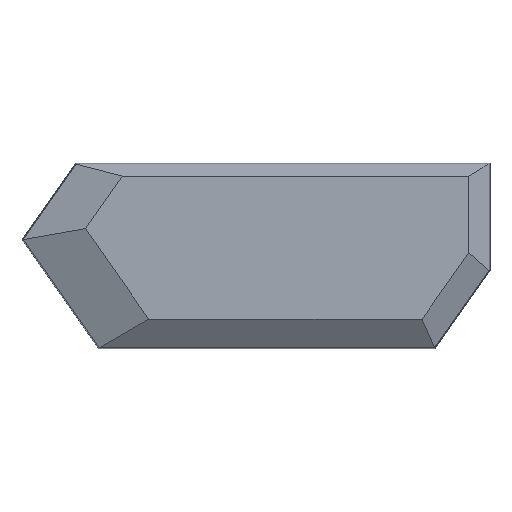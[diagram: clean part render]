
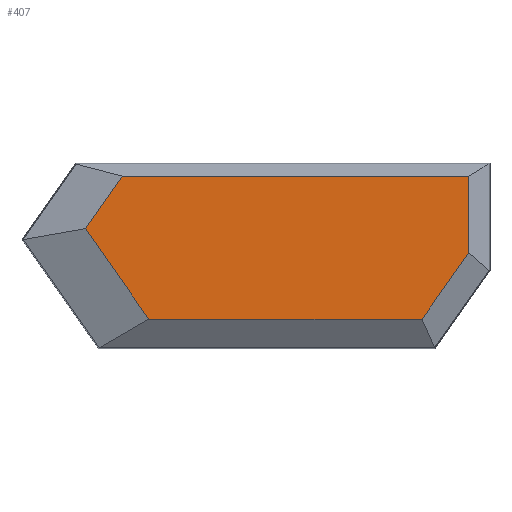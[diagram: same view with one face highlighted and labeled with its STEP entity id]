
A CAD part, front view. The second image highlights one B-rep face of the part: STEP entity #407.
In plain terms, the highlighted planar face has unit normal (0, -1, 0).
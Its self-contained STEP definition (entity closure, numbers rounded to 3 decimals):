
#29=FACE_OUTER_BOUND('',#55,.T.);
#55=EDGE_LOOP('',(#315,#316,#317,#318,#319,#320));
#73=LINE('',#572,#127);
#76=LINE('',#579,#130);
#80=LINE('',#584,#134);
#81=LINE('',#588,#135);
#85=LINE('',#594,#139);
#86=LINE('',#596,#140);
#127=VECTOR('',#459,10.);
#130=VECTOR('',#464,10.);
#134=VECTOR('',#470,10.);
#135=VECTOR('',#473,10.);
#139=VECTOR('',#479,10.);
#140=VECTOR('',#482,10.);
#181=VERTEX_POINT('',#569);
#182=VERTEX_POINT('',#571);
#183=VERTEX_POINT('',#575);
#185=VERTEX_POINT('',#578);
#186=VERTEX_POINT('',#586);
#187=VERTEX_POINT('',#587);
#211=EDGE_CURVE('',#181,#182,#73,.T.);
#214=EDGE_CURVE('',#183,#185,#76,.T.);
#218=EDGE_CURVE('',#182,#183,#80,.T.);
#219=EDGE_CURVE('',#186,#187,#81,.T.);
#223=EDGE_CURVE('',#185,#186,#85,.T.);
#224=EDGE_CURVE('',#181,#187,#86,.T.);
#315=ORIENTED_EDGE('',*,*,#211,.F.);
#316=ORIENTED_EDGE('',*,*,#224,.T.);
#317=ORIENTED_EDGE('',*,*,#219,.F.);
#318=ORIENTED_EDGE('',*,*,#223,.F.);
#319=ORIENTED_EDGE('',*,*,#214,.F.);
#320=ORIENTED_EDGE('',*,*,#218,.F.);
#381=PLANE('',#435);
#407=ADVANCED_FACE('',(#29),#381,.T.);
#435=AXIS2_PLACEMENT_3D('',#640,#519,#520);
#459=DIRECTION('',(1.,0.,0.));
#464=DIRECTION('',(-0.574,0.,-0.819));
#470=DIRECTION('',(0.,0.,-1.));
#473=DIRECTION('',(-0.574,0.,0.819));
#479=DIRECTION('',(-1.,0.,0.));
#482=DIRECTION('',(-0.574,0.,-0.819));
#519=DIRECTION('center_axis',(0.,-1.,0.));
#520=DIRECTION('ref_axis',(0.,0.,-1.));
#569=CARTESIAN_POINT('',(10.076,-8.7,-2.818));
#571=CARTESIAN_POINT('',(84.959,-8.7,-2.818));
#572=CARTESIAN_POINT('',(22.412,-8.7,-2.818));
#575=CARTESIAN_POINT('',(84.959,-8.7,-19.263));
#578=CARTESIAN_POINT('',(74.86,-8.7,-33.686));
#579=CARTESIAN_POINT('',(79.849,-8.7,-26.56));
#584=CARTESIAN_POINT('',(84.959,-8.7,-23.099));
#586=CARTESIAN_POINT('',(15.842,-8.7,-33.686));
#587=CARTESIAN_POINT('',(2.152,-8.7,-14.135));
#588=CARTESIAN_POINT('',(15.214,-8.7,-32.788));
#594=CARTESIAN_POINT('',(59.437,-8.7,-33.686));
#596=CARTESIAN_POINT('',(8.02,-8.7,-5.755));
#640=CARTESIAN_POINT('Origin',(41.32,-8.7,-31.965));
